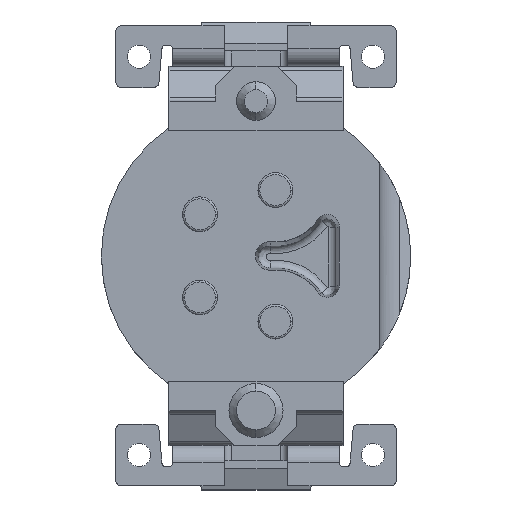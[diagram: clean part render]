
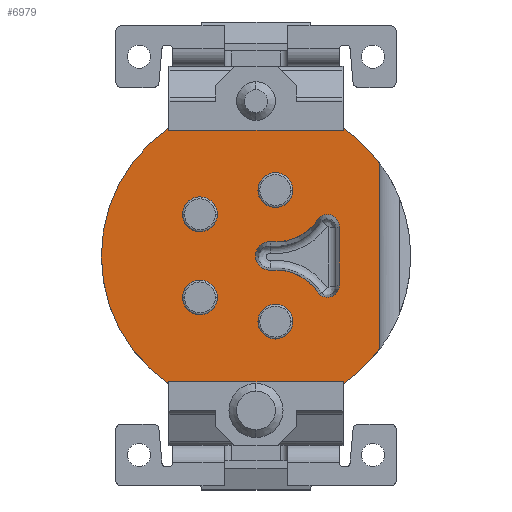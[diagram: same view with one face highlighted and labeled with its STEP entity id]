
A CAD part, top view. The second image highlights one B-rep face of the part: STEP entity #6979.
In plain terms, the highlighted planar face has unit normal (0, 0, 1).
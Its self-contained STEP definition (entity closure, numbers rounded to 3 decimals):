
#23=DIRECTION('',(0.,1.,0.));
#24=VECTOR('',#23,4.8);
#25=CARTESIAN_POINT('',(3.2,-2.4,-1.));
#26=LINE('',#25,#24);
#27=DIRECTION('',(0.,1.,0.));
#28=VECTOR('',#27,0.057);
#29=CARTESIAN_POINT('',(2.25,-3.307,-1.));
#30=LINE('',#29,#28);
#31=DIRECTION('',(-1.,0.,0.));
#32=VECTOR('',#31,4.5);
#33=CARTESIAN_POINT('',(2.25,-3.25,-1.));
#34=LINE('',#33,#32);
#35=DIRECTION('',(0.,1.,0.));
#36=VECTOR('',#35,0.057);
#37=CARTESIAN_POINT('',(-2.25,-3.307,-1.));
#38=LINE('',#37,#36);
#39=DIRECTION('',(0.,-1.,0.));
#40=VECTOR('',#39,0.057);
#41=CARTESIAN_POINT('',(-2.25,3.307,-1.));
#42=LINE('',#41,#40);
#43=DIRECTION('',(1.,0.,0.));
#44=VECTOR('',#43,4.5);
#45=CARTESIAN_POINT('',(-2.25,3.25,-1.));
#46=LINE('',#45,#44);
#47=DIRECTION('',(0.,-1.,0.));
#48=VECTOR('',#47,0.057);
#49=CARTESIAN_POINT('',(2.25,3.307,-1.));
#50=LINE('',#49,#48);
#51=CARTESIAN_POINT('',(0.5,-1.7,-1.));
#52=DIRECTION('',(0.,0.,1.));
#53=DIRECTION('',(0.847,0.532,0.));
#54=AXIS2_PLACEMENT_3D('',#51,#52,#53);
#56=CARTESIAN_POINT('',(1.845,-0.76,-1.));
#57=DIRECTION('',(0.,0.,1.));
#58=DIRECTION('',(-0.679,-0.734,0.));
#59=AXIS2_PLACEMENT_3D('',#56,#57,#58);
#61=DIRECTION('',(0.,1.,0.));
#62=VECTOR('',#61,1.519);
#63=CARTESIAN_POINT('',(2.157,-0.76,-1.));
#64=LINE('',#63,#62);
#65=CARTESIAN_POINT('',(1.845,0.76,-1.));
#66=DIRECTION('',(0.,0.,1.));
#67=DIRECTION('',(1.,0.,0.));
#68=AXIS2_PLACEMENT_3D('',#65,#66,#67);
#70=CARTESIAN_POINT('',(0.5,1.7,-1.));
#71=DIRECTION('',(0.,0.,1.));
#72=DIRECTION('',(-0.085,-0.996,0.));
#73=AXIS2_PLACEMENT_3D('',#70,#71,#72);
#75=CARTESIAN_POINT('',(0.5,1.7,-1.));
#76=DIRECTION('',(0.,0.,-1.));
#77=DIRECTION('',(1.,0.,0.));
#78=AXIS2_PLACEMENT_3D('',#75,#76,#77);
#80=CARTESIAN_POINT('',(0.5,1.7,-1.));
#81=DIRECTION('',(0.,0.,-1.));
#82=DIRECTION('',(-1.,0.,0.));
#83=AXIS2_PLACEMENT_3D('',#80,#81,#82);
#85=CARTESIAN_POINT('',(-1.45,1.075,-1.));
#86=DIRECTION('',(0.,0.,-1.));
#87=DIRECTION('',(1.,0.,0.));
#88=AXIS2_PLACEMENT_3D('',#85,#86,#87);
#90=CARTESIAN_POINT('',(-1.45,1.075,-1.));
#91=DIRECTION('',(0.,0.,-1.));
#92=DIRECTION('',(-1.,0.,0.));
#93=AXIS2_PLACEMENT_3D('',#90,#91,#92);
#95=CARTESIAN_POINT('',(0.5,-1.7,-1.));
#96=DIRECTION('',(0.,0.,-1.));
#97=DIRECTION('',(1.,0.,0.));
#98=AXIS2_PLACEMENT_3D('',#95,#96,#97);
#100=CARTESIAN_POINT('',(0.5,-1.7,-1.));
#101=DIRECTION('',(0.,0.,-1.));
#102=DIRECTION('',(-1.,0.,0.));
#103=AXIS2_PLACEMENT_3D('',#100,#101,#102);
#105=CARTESIAN_POINT('',(-1.45,-1.075,-1.));
#106=DIRECTION('',(0.,0.,-1.));
#107=DIRECTION('',(1.,0.,0.));
#108=AXIS2_PLACEMENT_3D('',#105,#106,#107);
#110=CARTESIAN_POINT('',(-1.45,-1.075,-1.));
#111=DIRECTION('',(0.,0.,-1.));
#112=DIRECTION('',(-1.,0.,0.));
#113=AXIS2_PLACEMENT_3D('',#110,#111,#112);
#170=CARTESIAN_POINT('',(0.,0.,-1.));
#171=DIRECTION('',(0.,0.,1.));
#172=DIRECTION('',(0.563,-0.827,0.));
#173=AXIS2_PLACEMENT_3D('',#170,#171,#172);
#215=CARTESIAN_POINT('',(0.,0.,-1.));
#216=DIRECTION('',(0.,0.,1.));
#217=DIRECTION('',(0.8,0.6,0.));
#218=AXIS2_PLACEMENT_3D('',#215,#216,#217);
#529=CARTESIAN_POINT('',(0.,0.,-1.));
#530=DIRECTION('',(0.,0.,-1.));
#531=DIRECTION('',(-0.563,-0.827,0.));
#532=AXIS2_PLACEMENT_3D('',#529,#530,#531);
#5037=CARTESIAN_POINT('',(0.355,0.,-1.));
#5038=DIRECTION('',(0.,0.,-1.));
#5039=DIRECTION('',(0.085,-0.996,0.));
#5040=AXIS2_PLACEMENT_3D('',#5037,#5038,#5039);
#5477=CARTESIAN_POINT('',(2.25,-3.25,-1.));
#5478=CARTESIAN_POINT('',(-2.25,-3.25,-1.));
#5479=VERTEX_POINT('',#5477);
#5480=VERTEX_POINT('',#5478);
#5481=CARTESIAN_POINT('',(-2.25,3.25,-1.));
#5482=CARTESIAN_POINT('',(2.25,3.25,-1.));
#5483=VERTEX_POINT('',#5481);
#5484=VERTEX_POINT('',#5482);
#5485=CARTESIAN_POINT('',(-2.25,-3.307,-1.));
#5486=VERTEX_POINT('',#5485);
#5487=CARTESIAN_POINT('',(2.25,-3.307,-1.));
#5488=VERTEX_POINT('',#5487);
#5489=CARTESIAN_POINT('',(2.25,3.307,-1.));
#5490=VERTEX_POINT('',#5489);
#5491=CARTESIAN_POINT('',(-2.25,3.307,-1.));
#5492=VERTEX_POINT('',#5491);
#5509=CARTESIAN_POINT('',(3.2,-2.4,-1.));
#5510=CARTESIAN_POINT('',(3.2,2.4,-1.));
#5511=VERTEX_POINT('',#5509);
#5512=VERTEX_POINT('',#5510);
#5977=CARTESIAN_POINT('',(1.633,-0.989,-1.));
#5978=CARTESIAN_POINT('',(0.386,-0.367,-1.));
#5979=VERTEX_POINT('',#5977);
#5980=VERTEX_POINT('',#5978);
#5981=CARTESIAN_POINT('',(2.157,-0.76,-1.));
#5982=VERTEX_POINT('',#5981);
#5983=CARTESIAN_POINT('',(2.157,0.76,-1.));
#5984=VERTEX_POINT('',#5983);
#5985=CARTESIAN_POINT('',(1.633,0.989,-1.));
#5986=VERTEX_POINT('',#5985);
#5987=CARTESIAN_POINT('',(0.386,0.367,-1.));
#5988=VERTEX_POINT('',#5987);
#6850=CARTESIAN_POINT('',(0.9,1.7,-1.));
#6851=CARTESIAN_POINT('',(0.1,1.7,-1.));
#6852=VERTEX_POINT('',#6850);
#6853=VERTEX_POINT('',#6851);
#6870=CARTESIAN_POINT('',(-1.05,1.075,-1.));
#6871=CARTESIAN_POINT('',(-1.85,1.075,-1.));
#6872=VERTEX_POINT('',#6870);
#6873=VERTEX_POINT('',#6871);
#6890=CARTESIAN_POINT('',(0.9,-1.7,-1.));
#6891=CARTESIAN_POINT('',(0.1,-1.7,-1.));
#6892=VERTEX_POINT('',#6890);
#6893=VERTEX_POINT('',#6891);
#6910=CARTESIAN_POINT('',(-1.05,-1.075,-1.));
#6911=CARTESIAN_POINT('',(-1.85,-1.075,-1.));
#6912=VERTEX_POINT('',#6910);
#6913=VERTEX_POINT('',#6911);
#6914=CARTESIAN_POINT('',(0.,0.,-1.));
#6915=DIRECTION('',(0.,0.,1.));
#6916=DIRECTION('',(0.,1.,0.));
#6917=AXIS2_PLACEMENT_3D('',#6914,#6915,#6916);
#6918=PLANE('',#6917);
#6920=ORIENTED_EDGE('',*,*,#6919,.F.);
#6922=ORIENTED_EDGE('',*,*,#6921,.F.);
#6924=ORIENTED_EDGE('',*,*,#6923,.T.);
#6926=ORIENTED_EDGE('',*,*,#6925,.T.);
#6928=ORIENTED_EDGE('',*,*,#6927,.F.);
#6930=ORIENTED_EDGE('',*,*,#6929,.T.);
#6932=ORIENTED_EDGE('',*,*,#6931,.T.);
#6934=ORIENTED_EDGE('',*,*,#6933,.T.);
#6936=ORIENTED_EDGE('',*,*,#6935,.F.);
#6938=ORIENTED_EDGE('',*,*,#6937,.F.);
#6939=EDGE_LOOP('',(#6920,#6922,#6924,#6926,#6928,#6930,#6932,#6934,#6936,
#6938));
#6940=FACE_OUTER_BOUND('',#6939,.F.);
#6942=ORIENTED_EDGE('',*,*,#6941,.F.);
#6944=ORIENTED_EDGE('',*,*,#6943,.F.);
#6946=ORIENTED_EDGE('',*,*,#6945,.T.);
#6948=ORIENTED_EDGE('',*,*,#6947,.T.);
#6950=ORIENTED_EDGE('',*,*,#6949,.T.);
#6952=ORIENTED_EDGE('',*,*,#6951,.F.);
#6953=EDGE_LOOP('',(#6942,#6944,#6946,#6948,#6950,#6952));
#6954=FACE_BOUND('',#6953,.F.);
#6956=ORIENTED_EDGE('',*,*,#6955,.F.);
#6958=ORIENTED_EDGE('',*,*,#6957,.F.);
#6959=EDGE_LOOP('',(#6956,#6958));
#6960=FACE_BOUND('',#6959,.F.);
#6962=ORIENTED_EDGE('',*,*,#6961,.F.);
#6964=ORIENTED_EDGE('',*,*,#6963,.F.);
#6965=EDGE_LOOP('',(#6962,#6964));
#6966=FACE_BOUND('',#6965,.F.);
#6968=ORIENTED_EDGE('',*,*,#6967,.F.);
#6970=ORIENTED_EDGE('',*,*,#6969,.F.);
#6971=EDGE_LOOP('',(#6968,#6970));
#6972=FACE_BOUND('',#6971,.F.);
#6974=ORIENTED_EDGE('',*,*,#6973,.F.);
#6976=ORIENTED_EDGE('',*,*,#6975,.F.);
#6977=EDGE_LOOP('',(#6974,#6976));
#6978=FACE_BOUND('',#6977,.F.);
#55=CIRCLE('',#54,1.338);
#60=CIRCLE('',#59,0.312);
#69=CIRCLE('',#68,0.312);
#74=CIRCLE('',#73,1.338);
#79=CIRCLE('',#78,0.4);
#84=CIRCLE('',#83,0.4);
#89=CIRCLE('',#88,0.4);
#94=CIRCLE('',#93,0.4);
#99=CIRCLE('',#98,0.4);
#104=CIRCLE('',#103,0.4);
#109=CIRCLE('',#108,0.4);
#114=CIRCLE('',#113,0.4);
#174=CIRCLE('',#173,4.);
#219=CIRCLE('',#218,4.);
#533=CIRCLE('',#532,4.);
#5041=CIRCLE('',#5040,0.368);
#6919=EDGE_CURVE('',#5511,#5512,#26,.T.);
#6921=EDGE_CURVE('',#5488,#5511,#174,.T.);
#6923=EDGE_CURVE('',#5488,#5479,#30,.T.);
#6925=EDGE_CURVE('',#5479,#5480,#34,.T.);
#6927=EDGE_CURVE('',#5486,#5480,#38,.T.);
#6929=EDGE_CURVE('',#5486,#5492,#533,.T.);
#6931=EDGE_CURVE('',#5492,#5483,#42,.T.);
#6933=EDGE_CURVE('',#5483,#5484,#46,.T.);
#6935=EDGE_CURVE('',#5490,#5484,#50,.T.);
#6937=EDGE_CURVE('',#5512,#5490,#219,.T.);
#6941=EDGE_CURVE('',#5980,#5988,#5041,.T.);
#6943=EDGE_CURVE('',#5979,#5980,#55,.T.);
#6945=EDGE_CURVE('',#5979,#5982,#60,.T.);
#6947=EDGE_CURVE('',#5982,#5984,#64,.T.);
#6949=EDGE_CURVE('',#5984,#5986,#69,.T.);
#6951=EDGE_CURVE('',#5988,#5986,#74,.T.);
#6955=EDGE_CURVE('',#6852,#6853,#79,.T.);
#6957=EDGE_CURVE('',#6853,#6852,#84,.T.);
#6961=EDGE_CURVE('',#6872,#6873,#89,.T.);
#6963=EDGE_CURVE('',#6873,#6872,#94,.T.);
#6967=EDGE_CURVE('',#6892,#6893,#99,.T.);
#6969=EDGE_CURVE('',#6893,#6892,#104,.T.);
#6973=EDGE_CURVE('',#6912,#6913,#109,.T.);
#6975=EDGE_CURVE('',#6913,#6912,#114,.T.);
#6979=ADVANCED_FACE('',(#6940,#6954,#6960,#6966,#6972,#6978),#6918,.T.);
